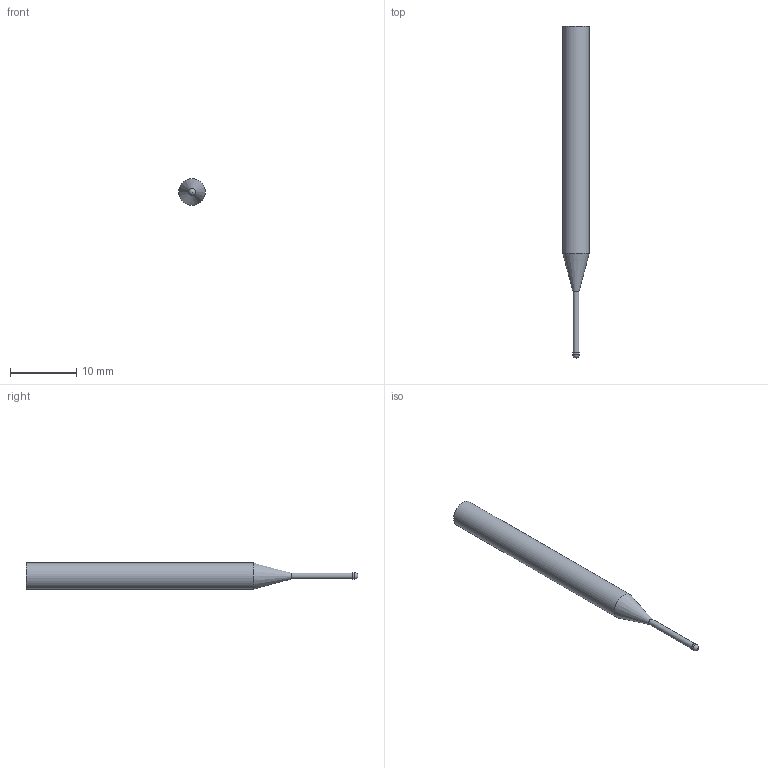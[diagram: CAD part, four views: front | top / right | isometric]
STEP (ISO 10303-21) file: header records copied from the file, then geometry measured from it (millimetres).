
FILE_DESCRIPTION((''),'2;1');
FILE_NAME('G76 0100 050 0400 100.stp','2020-06-25T10:45:12',(''),(''),'STEP Write','Mastercam 2019 ... CNC Software, Inc.','');
FILE_SCHEMA(('AUTOMOTIVE_DESIGN'));
Length unit declared in the file: millimetre
Products named in the file (1): None
Bounding box: 4 x 50 x 4 mm (x, y, z)
Volume: 467.2 mm3; surface area: 517.3 mm2
Topology: 1 solids, 1 shells, 7 faces, 20 edges, 22 vertices
Faces by surface type: cylinder 3, plane 2, cone 1, sphere 1
Full cylindrical faces by diameter (mm): 0.9 x1, 1 x1, 4 x1
Entity records: 235 total; most frequent: DIRECTION 39, CARTESIAN_POINT 36, AXIS2_PLACEMENT_3D 16, STYLED_ITEM 16, ORIENTED_EDGE 12, EDGE_LOOP 12, FACE_BOUND 8, VECTOR 7
